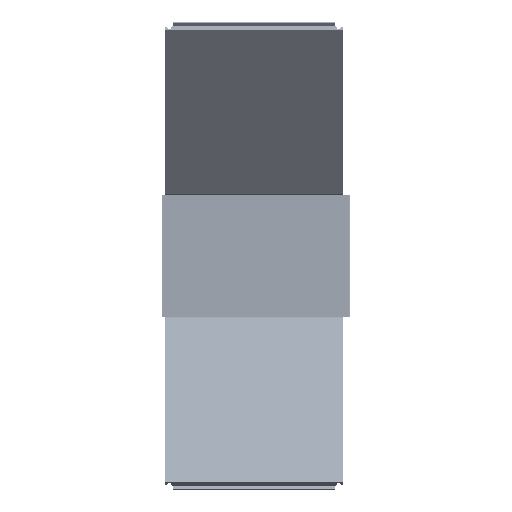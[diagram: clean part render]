
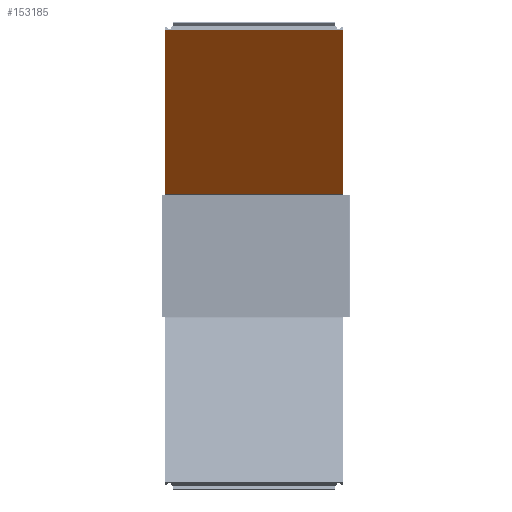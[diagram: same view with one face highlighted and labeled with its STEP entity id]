
A CAD part, left-side view. The second image highlights one B-rep face of the part: STEP entity #153185.
In plain terms, the highlighted face is planar.
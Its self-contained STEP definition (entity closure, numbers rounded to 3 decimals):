
#18715 = CARTESIAN_POINT ( 'NONE',  ( -392.75, -325.5, 0. ) ) ;
#18716 = CARTESIAN_POINT ( 'NONE',  ( -393.5, 325.5, 0. ) ) ;
#18718 = DIRECTION ( 'NONE',  ( 1., 0., 0. ) ) ;
#18719 = DIRECTION ( 'NONE',  ( 0., 1., 0. ) ) ;
#18720 = CARTESIAN_POINT ( 'NONE',  ( 393.5, -325.5, 0. ) ) ;
#18721 = DIRECTION ( 'NONE',  ( -1., 0., 0. ) ) ;
#18722 = CARTESIAN_POINT ( 'NONE',  ( 392.75, 325.5, 0. ) ) ;
#18723 = DIRECTION ( 'NONE',  ( 0., -1., 0. ) ) ;
#35254 = AXIS2_PLACEMENT_3D ( 'NONE', #47956, #47951, #47962 ) ;
#47951 = DIRECTION ( 'NONE',  ( 0., 0., 1. ) ) ;
#47956 = CARTESIAN_POINT ( 'NONE',  ( -393.5, -326.25, 0. ) ) ;
#47959 = PLANE ( 'NONE',  #35254 ) ;
#47962 = DIRECTION ( 'NONE',  ( 1., 0., 0. ) ) ;
#64800 = EDGE_LOOP ( 'NONE', ( #154073, #154075, #154077, #154079 ) ) ;
#121171 = LINE ( 'NONE', #18716, #121172 ) ;
#121172 = VECTOR ( 'NONE', #18718, 1000. ) ;
#121173 = LINE ( 'NONE', #18720, #121177 ) ;
#121174 = LINE ( 'NONE', #18715, #121175 ) ;
#121175 = VECTOR ( 'NONE', #18719, 1000. ) ;
#121176 = LINE ( 'NONE', #18722, #121179 ) ;
#121177 = VECTOR ( 'NONE', #18721, 1000. ) ;
#121179 = VECTOR ( 'NONE', #18723, 1000. ) ;
#123079 = FACE_OUTER_BOUND ( 'NONE', #64800, .T. ) ;
#138236 = VERTEX_POINT ( 'NONE', #140043 ) ;
#138239 = VERTEX_POINT ( 'NONE', #140048 ) ;
#138242 = VERTEX_POINT ( 'NONE', #140053 ) ;
#138243 = VERTEX_POINT ( 'NONE', #140055 ) ;
#140043 = CARTESIAN_POINT ( 'NONE',  ( 392.75, 325.5, 0. ) ) ;
#140048 = CARTESIAN_POINT ( 'NONE',  ( 392.75, -325.5, 0. ) ) ;
#140053 = CARTESIAN_POINT ( 'NONE',  ( -392.75, -325.5, 0. ) ) ;
#140055 = CARTESIAN_POINT ( 'NONE',  ( -392.75, 325.5, 0. ) ) ;
#145064 = EDGE_CURVE ( 'NONE', #138243, #138236, #121171, .T. ) ;
#145065 = EDGE_CURVE ( 'NONE', #138242, #138243, #121174, .T. ) ;
#145066 = EDGE_CURVE ( 'NONE', #138239, #138242, #121173, .T. ) ;
#145067 = EDGE_CURVE ( 'NONE', #138236, #138239, #121176, .T. ) ;
#153185 = ADVANCED_FACE ( 'NONE', ( #123079 ), #47959, .F. ) ;
#154073 = ORIENTED_EDGE ( 'NONE', *, *, #145067, .T. ) ;
#154075 = ORIENTED_EDGE ( 'NONE', *, *, #145066, .T. ) ;
#154077 = ORIENTED_EDGE ( 'NONE', *, *, #145065, .T. ) ;
#154079 = ORIENTED_EDGE ( 'NONE', *, *, #145064, .T. ) ;
